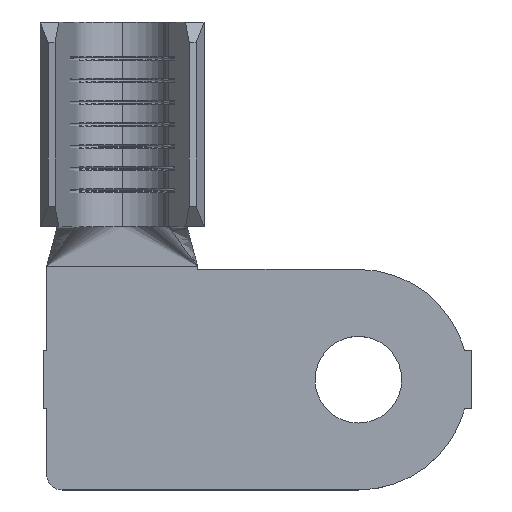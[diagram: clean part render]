
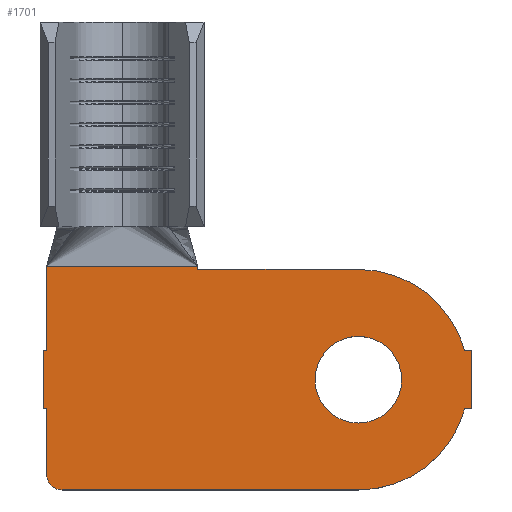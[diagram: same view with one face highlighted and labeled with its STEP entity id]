
A CAD part, top view. The second image highlights one B-rep face of the part: STEP entity #1701.
In plain terms, the highlighted planar face has unit normal (0, 0, 1).
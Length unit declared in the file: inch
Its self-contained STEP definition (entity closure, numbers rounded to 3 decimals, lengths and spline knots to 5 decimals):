
#13 = ORIENTED_EDGE ( 'NONE', *, *, #4215, .T. ) ;
#59 = CARTESIAN_POINT ( 'NONE',  ( -1., 0.0925, 0.06 ) ) ;
#109 = VECTOR ( 'NONE', #3899, 39.37008 ) ;
#226 = ORIENTED_EDGE ( 'NONE', *, *, #3937, .T. ) ;
#252 = CARTESIAN_POINT ( 'NONE',  ( 0.1375, 0., 0.06 ) ) ;
#275 = ORIENTED_EDGE ( 'NONE', *, *, #3924, .F. ) ;
#326 = ORIENTED_EDGE ( 'NONE', *, *, #6494, .T. ) ;
#348 = CIRCLE ( 'NONE', #1518, 0.35 ) ;
#433 = DIRECTION ( 'NONE',  ( 0., -1., 0. ) ) ;
#478 = VECTOR ( 'NONE', #433, 39.37008 ) ;
#489 = EDGE_CURVE ( 'NONE', #1733, #2141, #1378, .T. ) ;
#492 = CARTESIAN_POINT ( 'NONE',  ( -0.99, -0.35, 0.06 ) ) ;
#538 = EDGE_LOOP ( 'NONE', ( #275, #2690 ) ) ;
#723 = FACE_OUTER_BOUND ( 'NONE', #5615, .T. ) ;
#766 = CARTESIAN_POINT ( 'NONE',  ( -0.94, -0.3, 0.06 ) ) ;
#787 = LINE ( 'NONE', #3449, #6301 ) ;
#826 = CARTESIAN_POINT ( 'NONE',  ( -1., 0.0925, 0.06 ) ) ;
#855 = EDGE_CURVE ( 'NONE', #3288, #6369, #6519, .T. ) ;
#958 = EDGE_CURVE ( 'NONE', #4326, #3288, #2895, .T. ) ;
#1078 = CARTESIAN_POINT ( 'NONE',  ( 0.33756, -0.0925, 0.06 ) ) ;
#1085 = PLANE ( 'NONE',  #6319 ) ;
#1091 = VECTOR ( 'NONE', #1620, 39.37008 ) ;
#1120 = CARTESIAN_POINT ( 'NONE',  ( -0.51, 0.36, 0.06 ) ) ;
#1127 = CARTESIAN_POINT ( 'NONE',  ( -0.94, -0.35, 0.06 ) ) ;
#1220 = LINE ( 'NONE', #826, #4015 ) ;
#1227 = DIRECTION ( 'NONE',  ( 0., 1., 0. ) ) ;
#1260 = ORIENTED_EDGE ( 'NONE', *, *, #2245, .T. ) ;
#1269 = AXIS2_PLACEMENT_3D ( 'NONE', #766, #4626, #1309 ) ;
#1277 = CARTESIAN_POINT ( 'NONE',  ( 0., 0., 0.06 ) ) ;
#1309 = DIRECTION ( 'NONE',  ( -1., 0., 0. ) ) ;
#1311 = VERTEX_POINT ( 'NONE', #4243 ) ;
#1364 = EDGE_CURVE ( 'NONE', #2727, #2013, #6329, .T. ) ;
#1378 = LINE ( 'NONE', #4977, #5272 ) ;
#1458 = EDGE_CURVE ( 'NONE', #3407, #4588, #1742, .T. ) ;
#1518 = AXIS2_PLACEMENT_3D ( 'NONE', #2191, #5706, #6028 ) ;
#1620 = DIRECTION ( 'NONE',  ( 1., 0., 0. ) ) ;
#1621 = ORIENTED_EDGE ( 'NONE', *, *, #6607, .T. ) ;
#1647 = VERTEX_POINT ( 'NONE', #2689 ) ;
#1648 = AXIS2_PLACEMENT_3D ( 'NONE', #5668, #2389, #6229 ) ;
#1652 = DIRECTION ( 'NONE',  ( 0., 0., -1. ) ) ;
#1657 = FACE_BOUND ( 'NONE', #538, .T. ) ;
#1701 = ADVANCED_FACE ( 'NONE', ( #723, #1657 ), #1085, .F. ) ;
#1733 = VERTEX_POINT ( 'NONE', #1120 ) ;
#1742 = LINE ( 'NONE', #492, #4364 ) ;
#1789 = CIRCLE ( 'NONE', #1648, 0.1375 ) ;
#1814 = VERTEX_POINT ( 'NONE', #59 ) ;
#1816 = LINE ( 'NONE', #1859, #2004 ) ;
#1829 = CARTESIAN_POINT ( 'NONE',  ( -0.51, 0.35, 0.06 ) ) ;
#1837 = DIRECTION ( 'NONE',  ( -1., 0., 0. ) ) ;
#1859 = CARTESIAN_POINT ( 'NONE',  ( -0.99, 0.36, 0.06 ) ) ;
#1885 = LINE ( 'NONE', #6400, #3033 ) ;
#1955 = VERTEX_POINT ( 'NONE', #1829 ) ;
#2004 = VECTOR ( 'NONE', #2433, 39.37008 ) ;
#2013 = VERTEX_POINT ( 'NONE', #4659 ) ;
#2030 = AXIS2_PLACEMENT_3D ( 'NONE', #1277, #5152, #1837 ) ;
#2071 = EDGE_CURVE ( 'NONE', #1814, #4326, #1220, .T. ) ;
#2141 = VERTEX_POINT ( 'NONE', #3967 ) ;
#2188 = DIRECTION ( 'NONE',  ( -1., 0., 0. ) ) ;
#2191 = CARTESIAN_POINT ( 'NONE',  ( 0., 0., 0.06 ) ) ;
#2210 = ORIENTED_EDGE ( 'NONE', *, *, #2071, .T. ) ;
#2245 = EDGE_CURVE ( 'NONE', #2141, #2498, #1816, .T. ) ;
#2255 = DIRECTION ( 'NONE',  ( 0., 0., 1. ) ) ;
#2311 = CIRCLE ( 'NONE', #1269, 0.05 ) ;
#2360 = ORIENTED_EDGE ( 'NONE', *, *, #489, .T. ) ;
#2389 = DIRECTION ( 'NONE',  ( 0., 0., 1. ) ) ;
#2406 = ORIENTED_EDGE ( 'NONE', *, *, #6724, .T. ) ;
#2433 = DIRECTION ( 'NONE',  ( 0., -1., 0. ) ) ;
#2498 = VERTEX_POINT ( 'NONE', #5824 ) ;
#2502 = DIRECTION ( 'NONE',  ( 0., -1., 0. ) ) ;
#2516 = CARTESIAN_POINT ( 'NONE',  ( -1., 0.0925, 0.06 ) ) ;
#2689 = CARTESIAN_POINT ( 'NONE',  ( -0.1375, 0., 0.06 ) ) ;
#2690 = ORIENTED_EDGE ( 'NONE', *, *, #5475, .F. ) ;
#2694 = DIRECTION ( 'NONE',  ( 1., 0., 0. ) ) ;
#2727 = VERTEX_POINT ( 'NONE', #6352 ) ;
#2895 = LINE ( 'NONE', #5089, #5636 ) ;
#2912 = LINE ( 'NONE', #1078, #1091 ) ;
#2918 = ORIENTED_EDGE ( 'NONE', *, *, #958, .T. ) ;
#3010 = VERTEX_POINT ( 'NONE', #252 ) ;
#3033 = VECTOR ( 'NONE', #5838, 39.37008 ) ;
#3146 = EDGE_CURVE ( 'NONE', #6251, #1955, #1885, .T. ) ;
#3288 = VERTEX_POINT ( 'NONE', #3753 ) ;
#3291 = CARTESIAN_POINT ( 'NONE',  ( 0., 0., 0.06 ) ) ;
#3335 = CARTESIAN_POINT ( 'NONE',  ( 0.36, 0.0925, 0.06 ) ) ;
#3343 = AXIS2_PLACEMENT_3D ( 'NONE', #5556, #2255, #6098 ) ;
#3348 = CARTESIAN_POINT ( 'NONE',  ( -1., -0.0925, 0.06 ) ) ;
#3407 = VERTEX_POINT ( 'NONE', #1127 ) ;
#3449 = CARTESIAN_POINT ( 'NONE',  ( -0.51, 0.36, 0.06 ) ) ;
#3645 = DIRECTION ( 'NONE',  ( -1., 0., 0. ) ) ;
#3753 = CARTESIAN_POINT ( 'NONE',  ( -0.99, -0.0925, 0.06 ) ) ;
#3767 = CARTESIAN_POINT ( 'NONE',  ( -0.99, -0.0925, 0.06 ) ) ;
#3778 = ORIENTED_EDGE ( 'NONE', *, *, #5576, .T. ) ;
#3782 = CARTESIAN_POINT ( 'NONE',  ( -0.99, -0.3, 0.06 ) ) ;
#3823 = CARTESIAN_POINT ( 'NONE',  ( 0.33756, -0.0925, 0.06 ) ) ;
#3899 = DIRECTION ( 'NONE',  ( 0., 1., 0. ) ) ;
#3924 = EDGE_CURVE ( 'NONE', #1647, #3010, #1789, .T. ) ;
#3937 = EDGE_CURVE ( 'NONE', #4588, #5376, #6029, .T. ) ;
#3940 = VECTOR ( 'NONE', #5929, 39.37008 ) ;
#3967 = CARTESIAN_POINT ( 'NONE',  ( -0.99, 0.36, 0.06 ) ) ;
#4015 = VECTOR ( 'NONE', #2502, 39.37008 ) ;
#4215 = EDGE_CURVE ( 'NONE', #2013, #6251, #348, .T. ) ;
#4225 = CARTESIAN_POINT ( 'NONE',  ( 0., 0.35, 0.06 ) ) ;
#4243 = CARTESIAN_POINT ( 'NONE',  ( 0.36, -0.0925, 0.06 ) ) ;
#4326 = VERTEX_POINT ( 'NONE', #3348 ) ;
#4364 = VECTOR ( 'NONE', #2694, 39.37008 ) ;
#4588 = VERTEX_POINT ( 'NONE', #6562 ) ;
#4626 = DIRECTION ( 'NONE',  ( 0., 0., 1. ) ) ;
#4659 = CARTESIAN_POINT ( 'NONE',  ( 0.33756, 0.0925, 0.06 ) ) ;
#4906 = LINE ( 'NONE', #2516, #6174 ) ;
#4977 = CARTESIAN_POINT ( 'NONE',  ( -0.99, 0.36, 0.06 ) ) ;
#5089 = CARTESIAN_POINT ( 'NONE',  ( -1., -0.0925, 0.06 ) ) ;
#5152 = DIRECTION ( 'NONE',  ( 0., 0., 1. ) ) ;
#5272 = VECTOR ( 'NONE', #2188, 39.37008 ) ;
#5376 = VERTEX_POINT ( 'NONE', #3823 ) ;
#5390 = CARTESIAN_POINT ( 'NONE',  ( 0.33756, 0.0925, 0.06 ) ) ;
#5475 = EDGE_CURVE ( 'NONE', #3010, #1647, #5696, .T. ) ;
#5522 = DIRECTION ( 'NONE',  ( -1., 0., 0. ) ) ;
#5556 = CARTESIAN_POINT ( 'NONE',  ( 0., 0., 0.06 ) ) ;
#5576 = EDGE_CURVE ( 'NONE', #1955, #1733, #787, .T. ) ;
#5615 = EDGE_LOOP ( 'NONE', ( #6768, #326, #6306, #226, #2406, #6996, #6910, #13, #6752, #3778, #2360, #1260, #1621, #2210, #2918 ) ) ;
#5634 = DIRECTION ( 'NONE',  ( 1., 0., 0. ) ) ;
#5636 = VECTOR ( 'NONE', #5634, 39.37008 ) ;
#5668 = CARTESIAN_POINT ( 'NONE',  ( 0., 0., 0.06 ) ) ;
#5696 = CIRCLE ( 'NONE', #3343, 0.1375 ) ;
#5706 = DIRECTION ( 'NONE',  ( 0., 0., 1. ) ) ;
#5824 = CARTESIAN_POINT ( 'NONE',  ( -0.99, 0.0925, 0.06 ) ) ;
#5838 = DIRECTION ( 'NONE',  ( -1., 0., 0. ) ) ;
#5929 = DIRECTION ( 'NONE',  ( -1., 0., 0. ) ) ;
#5943 = EDGE_CURVE ( 'NONE', #1311, #2727, #5971, .T. ) ;
#5971 = LINE ( 'NONE', #3335, #109 ) ;
#6028 = DIRECTION ( 'NONE',  ( -1., 0., 0. ) ) ;
#6029 = CIRCLE ( 'NONE', #2030, 0.35 ) ;
#6098 = DIRECTION ( 'NONE',  ( 1., 0., 0. ) ) ;
#6174 = VECTOR ( 'NONE', #3645, 39.37008 ) ;
#6229 = DIRECTION ( 'NONE',  ( 1., 0., 0. ) ) ;
#6251 = VERTEX_POINT ( 'NONE', #4225 ) ;
#6301 = VECTOR ( 'NONE', #1227, 39.37008 ) ;
#6306 = ORIENTED_EDGE ( 'NONE', *, *, #1458, .T. ) ;
#6319 = AXIS2_PLACEMENT_3D ( 'NONE', #3291, #1652, #5522 ) ;
#6329 = LINE ( 'NONE', #5390, #3940 ) ;
#6352 = CARTESIAN_POINT ( 'NONE',  ( 0.36, 0.0925, 0.06 ) ) ;
#6369 = VERTEX_POINT ( 'NONE', #3782 ) ;
#6400 = CARTESIAN_POINT ( 'NONE',  ( -0.51, 0.35, 0.06 ) ) ;
#6494 = EDGE_CURVE ( 'NONE', #6369, #3407, #2311, .T. ) ;
#6519 = LINE ( 'NONE', #3767, #478 ) ;
#6562 = CARTESIAN_POINT ( 'NONE',  ( 0., -0.35, 0.06 ) ) ;
#6607 = EDGE_CURVE ( 'NONE', #2498, #1814, #4906, .T. ) ;
#6724 = EDGE_CURVE ( 'NONE', #5376, #1311, #2912, .T. ) ;
#6752 = ORIENTED_EDGE ( 'NONE', *, *, #3146, .T. ) ;
#6768 = ORIENTED_EDGE ( 'NONE', *, *, #855, .T. ) ;
#6910 = ORIENTED_EDGE ( 'NONE', *, *, #1364, .T. ) ;
#6996 = ORIENTED_EDGE ( 'NONE', *, *, #5943, .T. ) ;
